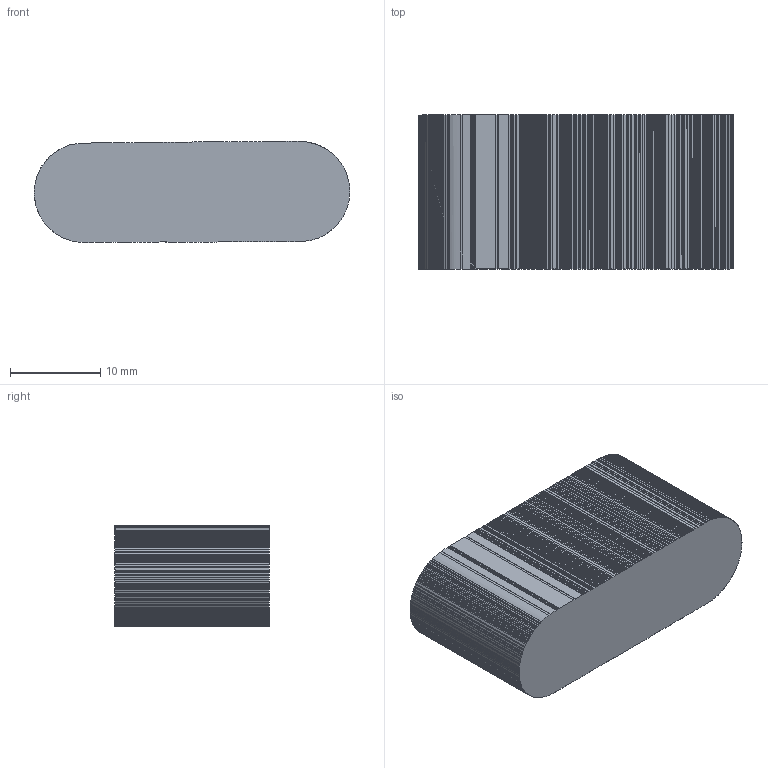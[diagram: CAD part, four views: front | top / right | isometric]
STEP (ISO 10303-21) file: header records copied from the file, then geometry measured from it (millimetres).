
FILE_DESCRIPTION(/* description */ (''),/* implementation_level */ '2;1');
FILE_NAME(/* name */ 'Magnetsensorerhoehung.step',/* time_stamp */ '2023-01-25T12:23:04+01:00',/* author */ (''),/* organization */ (''),/* preprocessor_version */ 'ST-DEVELOPER v19.2',/* originating_system */ 'Autodesk Translation Framework v11.17.0.187',/* authorisation */ '');
FILE_SCHEMA (('AUTOMOTIVE_DESIGN { 1 0 10303 214 3 1 1 }'));
Length unit declared in the file: millimetre
Products named in the file (1): Magnetsensor
Bounding box: 35.02 x 17.12 x 11.22 mm (x, y, z)
Volume: 6186.2 mm3; surface area: 2140.7 mm2
Topology: 1 solids, 1 shells, 740 faces, 2214 edges, 1476 vertices
Faces by surface type: plane 735, bspline 5
Entity records: 24566 total; most frequent: CARTESIAN_POINT 4628, ORIENTED_EDGE 4428, DIRECTION 3680, EDGE_CURVE 2214, LINE 2204, VECTOR 2204, VERTEX_POINT 1476, FACE_OUTER_BOUND 740
